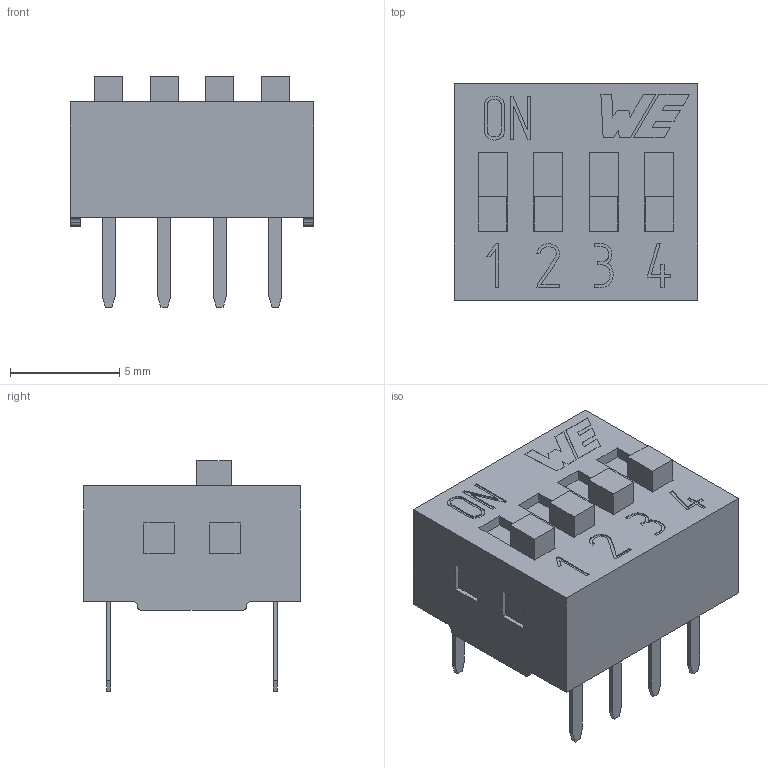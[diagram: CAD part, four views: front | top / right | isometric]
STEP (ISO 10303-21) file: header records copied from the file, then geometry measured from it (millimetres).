
FILE_DESCRIPTION(/* description */ ('Unknown'),/* implementation_level */ '2;1');
FILE_NAME(/* name */ '418117270904',/* time_stamp */ '2018-08-10T13:42:32+02:00',/* author */ ('Unknown'),/* organization */ ('Unknown'),/* preprocessor_version */ 'ST-DEVELOPER v16.7',/* originating_system */ 'DEX',/* authorisation */ $);
FILE_SCHEMA (('AUTOMOTIVE_DESIGN {1 0 10303 214 3 1 1}'));
Length unit declared in the file: millimetre
Products named in the file (4): 418117270904; Base_switch; clip; base
Assembly tree (6 placements, depth 2):
  418117270904
    Base_switch
    clip  x4
    base
Bounding box: 11.16 x 9.9 x 10.55 mm (x, y, z)
Volume: 406.7 mm3; surface area: 1297.5 mm2
Topology: 6 solids, 6 shells, 276 faces, 717 edges, 478 vertices
Faces by surface type: plane 254, cylinder 12, bspline 10
Entity records: 8773 total; most frequent: CARTESIAN_POINT 1839, ORIENTED_EDGE 1178, DIRECTION 951, EDGE_CURVE 589, LINE 471, VECTOR 471, VERTEX_POINT 394, EDGE_LOOP 257
